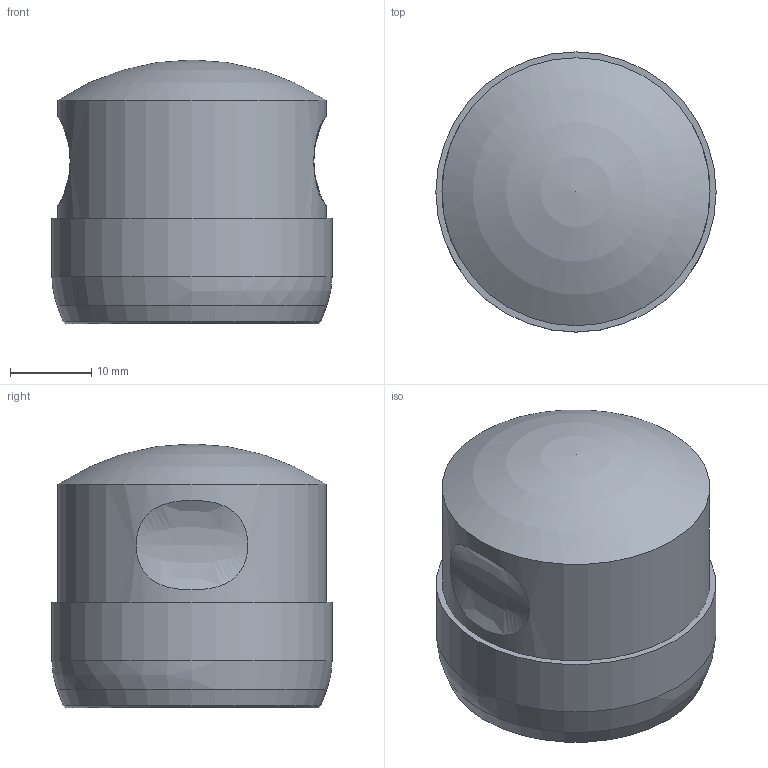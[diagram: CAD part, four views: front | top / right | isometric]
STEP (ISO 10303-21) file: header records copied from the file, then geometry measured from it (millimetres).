
FILE_DESCRIPTION(/* description */ (''),/* implementation_level */ '2;1');
FILE_NAME(/* name */ 'GoProShoe v8.step',/* time_stamp */ '2023-04-01T16:46:48+02:00',/* author */ (''),/* organization */ (''),/* preprocessor_version */ 'ST-DEVELOPER v19.2',/* originating_system */ 'Autodesk Translation Framework v11.17.0.187',/* authorisation */ '');
FILE_SCHEMA (('AUTOMOTIVE_DESIGN { 1 0 10303 214 3 1 1 }'));
Length unit declared in the file: millimetre
Products named in the file (4): GoProShoe; GoProShoe2; HybridViewfinder; Blob
Assembly tree (3 placements, depth 3):
  GoProShoe
    GoProShoe2
    HybridViewfinder
      Blob
Bounding box: 34.5 x 34.5 x 32.5 mm (x, y, z)
Volume: 20265.9 mm3; surface area: 7725.1 mm2
Topology: 2 solids, 2 shells, 27 faces, 51 edges, 33 vertices
Faces by surface type: cylinder 9, plane 8, cone 4, bspline 3, sphere 2, torus 1
Full cylindrical faces by diameter (mm): 21 x1, 22.5 x1, 23 x1, 23.5 x1, 25 x1, 27 x1, 32.9 x1, 33 x1, 34.5 x1
Entity records: 906 total; most frequent: CARTESIAN_POINT 244, DIRECTION 138, ORIENTED_EDGE 98, AXIS2_PLACEMENT_3D 62, EDGE_CURVE 49, EDGE_LOOP 36, VERTEX_POINT 33, CIRCLE 31
